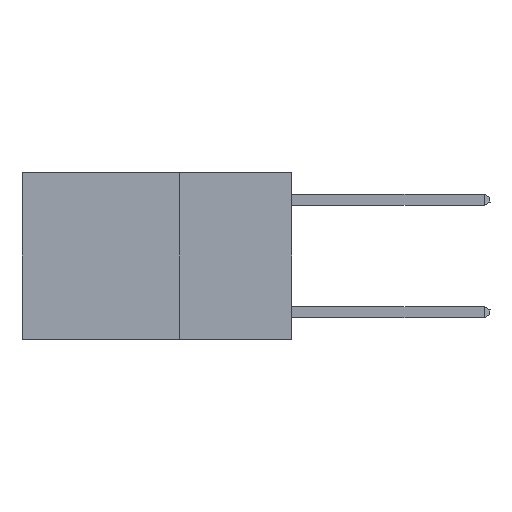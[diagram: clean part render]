
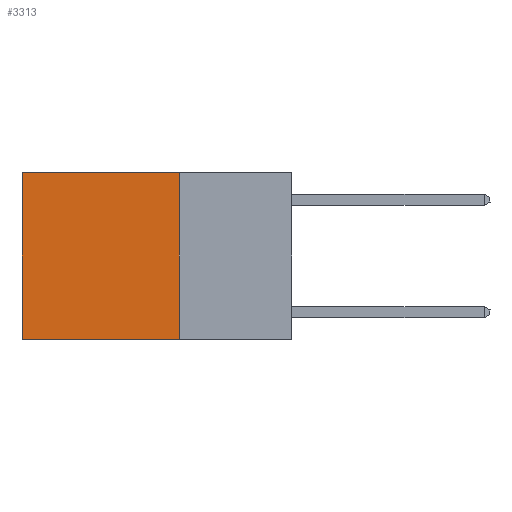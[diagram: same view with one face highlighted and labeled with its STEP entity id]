
A CAD part, left-side view. The second image highlights one B-rep face of the part: STEP entity #3313.
In plain terms, the highlighted planar face has unit normal (-1, 0, 0).
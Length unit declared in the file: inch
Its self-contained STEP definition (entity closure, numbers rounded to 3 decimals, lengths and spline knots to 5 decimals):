
#893 = DIRECTION ( 'NONE',  ( 0., 0., -1. ) ) ;
#1951 = FACE_OUTER_BOUND ( 'NONE', #15032, .T. ) ;
#2149 = LINE ( 'NONE', #26650, #4466 ) ;
#2230 = VECTOR ( 'NONE', #8003, 39.37008 ) ;
#3040 = VERTEX_POINT ( 'NONE', #21663 ) ;
#3313 = ADVANCED_FACE ( 'NONE', ( #1951 ), #9723, .F. ) ;
#4466 = VECTOR ( 'NONE', #10679, 39.37008 ) ;
#5427 = CARTESIAN_POINT ( 'NONE',  ( 0.2625, 0.25, 0. ) ) ;
#5997 = AXIS2_PLACEMENT_3D ( 'NONE', #23571, #21434, #893 ) ;
#7082 = ORIENTED_EDGE ( 'NONE', *, *, #22695, .T. ) ;
#7966 = DIRECTION ( 'NONE',  ( 0., 1., 0. ) ) ;
#8003 = DIRECTION ( 'NONE',  ( 0., 1., 0. ) ) ;
#8204 = VECTOR ( 'NONE', #13914, 39.37008 ) ;
#9723 = PLANE ( 'NONE',  #5997 ) ;
#10241 = LINE ( 'NONE', #10809, #2230 ) ;
#10679 = DIRECTION ( 'NONE',  ( 0., 0., -1. ) ) ;
#10809 = CARTESIAN_POINT ( 'NONE',  ( 0.2625, 0.25, -0.37 ) ) ;
#10818 = VERTEX_POINT ( 'NONE', #18503 ) ;
#11639 = LINE ( 'NONE', #17972, #8204 ) ;
#13914 = DIRECTION ( 'NONE',  ( 0., 0., -1. ) ) ;
#14729 = EDGE_CURVE ( 'NONE', #3040, #10818, #10241, .T. ) ;
#14949 = ORIENTED_EDGE ( 'NONE', *, *, #19970, .T. ) ;
#15032 = EDGE_LOOP ( 'NONE', ( #7082, #27084, #17149, #14949 ) ) ;
#15250 = VERTEX_POINT ( 'NONE', #24189 ) ;
#17149 = ORIENTED_EDGE ( 'NONE', *, *, #21998, .F. ) ;
#17972 = CARTESIAN_POINT ( 'NONE',  ( 0.2625, 0.25, 0. ) ) ;
#18503 = CARTESIAN_POINT ( 'NONE',  ( 0.2625, 0.6, -0.37 ) ) ;
#19970 = EDGE_CURVE ( 'NONE', #21180, #15250, #26016, .T. ) ;
#21180 = VERTEX_POINT ( 'NONE', #23029 ) ;
#21434 = DIRECTION ( 'NONE',  ( 1., 0., 0. ) ) ;
#21663 = CARTESIAN_POINT ( 'NONE',  ( 0.2625, 0.25, -0.37 ) ) ;
#21998 = EDGE_CURVE ( 'NONE', #21180, #3040, #11639, .T. ) ;
#22695 = EDGE_CURVE ( 'NONE', #15250, #10818, #2149, .T. ) ;
#23029 = CARTESIAN_POINT ( 'NONE',  ( 0.2625, 0.25, 0. ) ) ;
#23571 = CARTESIAN_POINT ( 'NONE',  ( 0.2625, 0.25, 0. ) ) ;
#24189 = CARTESIAN_POINT ( 'NONE',  ( 0.2625, 0.6, 0. ) ) ;
#24903 = VECTOR ( 'NONE', #7966, 39.37008 ) ;
#26016 = LINE ( 'NONE', #5427, #24903 ) ;
#26650 = CARTESIAN_POINT ( 'NONE',  ( 0.2625, 0.6, 0. ) ) ;
#27084 = ORIENTED_EDGE ( 'NONE', *, *, #14729, .F. ) ;
